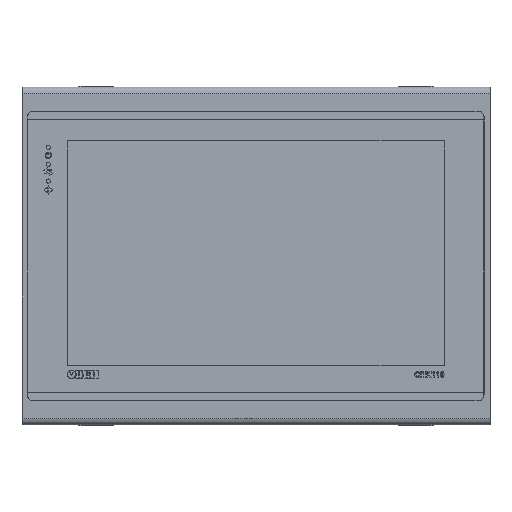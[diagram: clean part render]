
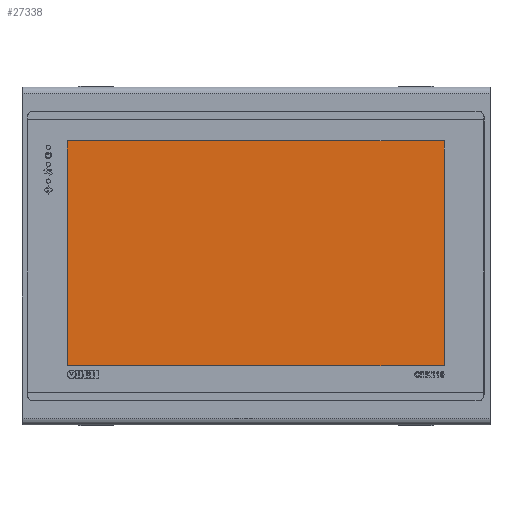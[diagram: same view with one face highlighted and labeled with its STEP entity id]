
A CAD part, top view. The second image highlights one B-rep face of the part: STEP entity #27338.
In plain terms, the highlighted planar face has unit normal (0, 0, 1).
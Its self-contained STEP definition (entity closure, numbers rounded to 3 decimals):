
#472 = VECTOR ( 'NONE', #67404, 1000. ) ;
#2926 = AXIS2_PLACEMENT_3D ( 'NONE', #57677, #80818, #72128 ) ;
#5101 = LINE ( 'NONE', #80953, #472 ) ;
#5994 = EDGE_CURVE ( 'NONE', #30324, #26437, #5101, .T. ) ;
#13060 = VECTOR ( 'NONE', #51972, 1000. ) ;
#13421 = CARTESIAN_POINT ( 'NONE',  ( 23.65, 153.8, 0.9 ) ) ;
#13527 = CARTESIAN_POINT ( 'NONE',  ( 246.65, 20.8, 0.9 ) ) ;
#20505 = DIRECTION ( 'NONE',  ( -1., 0., 0. ) ) ;
#20762 = PLANE ( 'NONE',  #2926 ) ;
#22027 = VECTOR ( 'NONE', #20505, 1000. ) ;
#26180 = VERTEX_POINT ( 'NONE', #65059 ) ;
#26437 = VERTEX_POINT ( 'NONE', #69797 ) ;
#26863 = LINE ( 'NONE', #29744, #13060 ) ;
#27277 = ORIENTED_EDGE ( 'NONE', *, *, #47611, .T. ) ;
#27338 = ADVANCED_FACE ( 'NONE', ( #74956 ), #20762, .T. ) ;
#29744 = CARTESIAN_POINT ( 'NONE',  ( 23.65, 153.8, 0.9 ) ) ;
#30324 = VERTEX_POINT ( 'NONE', #13527 ) ;
#33012 = ORIENTED_EDGE ( 'NONE', *, *, #5994, .T. ) ;
#41558 = ORIENTED_EDGE ( 'NONE', *, *, #77371, .T. ) ;
#46015 = EDGE_LOOP ( 'NONE', ( #27277, #41558, #33012, #54275 ) ) ;
#46959 = LINE ( 'NONE', #60501, #67601 ) ;
#47611 = EDGE_CURVE ( 'NONE', #49683, #26180, #26863, .T. ) ;
#49683 = VERTEX_POINT ( 'NONE', #74164 ) ;
#51972 = DIRECTION ( 'NONE',  ( 0., -1., 0. ) ) ;
#54275 = ORIENTED_EDGE ( 'NONE', *, *, #76490, .T. ) ;
#57677 = CARTESIAN_POINT ( 'NONE',  ( 0., 0., 0.9 ) ) ;
#60501 = CARTESIAN_POINT ( 'NONE',  ( 23.65, 20.8, 0.9 ) ) ;
#65059 = CARTESIAN_POINT ( 'NONE',  ( 23.65, 20.8, 0.9 ) ) ;
#67404 = DIRECTION ( 'NONE',  ( 0., 1., 0. ) ) ;
#67601 = VECTOR ( 'NONE', #67829, 1000. ) ;
#67829 = DIRECTION ( 'NONE',  ( 1., 0., 0. ) ) ;
#68933 = LINE ( 'NONE', #13421, #22027 ) ;
#69797 = CARTESIAN_POINT ( 'NONE',  ( 246.65, 153.8, 0.9 ) ) ;
#72128 = DIRECTION ( 'NONE',  ( 1., 0., 0. ) ) ;
#74164 = CARTESIAN_POINT ( 'NONE',  ( 23.65, 153.8, 0.9 ) ) ;
#74956 = FACE_OUTER_BOUND ( 'NONE', #46015, .T. ) ;
#76490 = EDGE_CURVE ( 'NONE', #26437, #49683, #68933, .T. ) ;
#77371 = EDGE_CURVE ( 'NONE', #26180, #30324, #46959, .T. ) ;
#80818 = DIRECTION ( 'NONE',  ( 0., 0., 1. ) ) ;
#80953 = CARTESIAN_POINT ( 'NONE',  ( 246.65, 153.8, 0.9 ) ) ;
